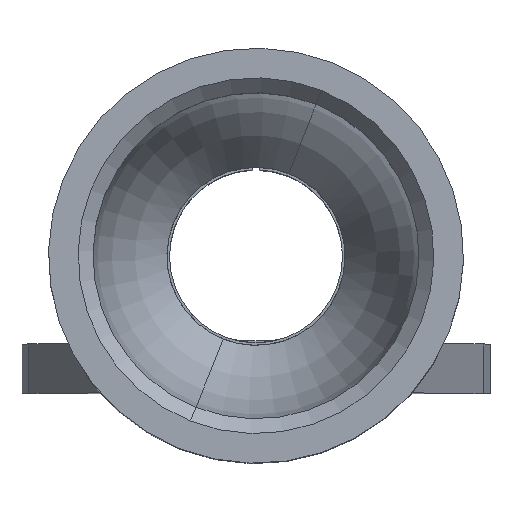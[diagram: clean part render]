
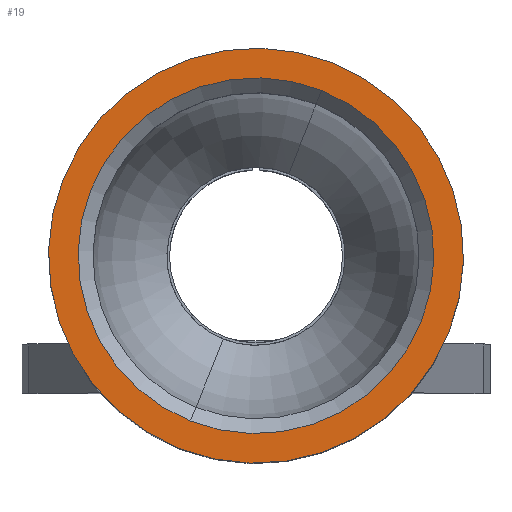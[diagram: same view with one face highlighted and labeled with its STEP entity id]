
A CAD part, top view. The second image highlights one B-rep face of the part: STEP entity #19.
In plain terms, the highlighted face is planar.
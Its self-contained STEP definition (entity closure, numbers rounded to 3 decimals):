
#19 = ADVANCED_FACE ( 'NONE', ( #463, #750 ), #625, .F. ) ;
#31 = CARTESIAN_POINT ( 'NONE',  ( 0., 0., 0. ) ) ;
#45 = DIRECTION ( 'NONE',  ( -1., 0., 0. ) ) ;
#52 = CARTESIAN_POINT ( 'NONE',  ( 0., 0., -4.2 ) ) ;
#137 = CARTESIAN_POINT ( 'NONE',  ( 0., 0., 0. ) ) ;
#165 = DIRECTION ( 'NONE',  ( -1., 0., 0. ) ) ;
#198 = CIRCLE ( 'NONE', #694, 4.2 ) ;
#246 = VERTEX_POINT ( 'NONE', #268 ) ;
#256 = AXIS2_PLACEMENT_3D ( 'NONE', #560, #45, #821 ) ;
#268 = CARTESIAN_POINT ( 'NONE',  ( 0., 0., -3.6 ) ) ;
#334 = CIRCLE ( 'NONE', #691, 4.2 ) ;
#357 = DIRECTION ( 'NONE',  ( 1., 0., 0. ) ) ;
#432 = ORIENTED_EDGE ( 'NONE', *, *, #905, .T. ) ;
#445 = EDGE_LOOP ( 'NONE', ( #432, #516 ) ) ;
#458 = DIRECTION ( 'NONE',  ( 0., 0., 1. ) ) ;
#463 = FACE_BOUND ( 'NONE', #1285, .T. ) ;
#496 = VERTEX_POINT ( 'NONE', #52 ) ;
#516 = ORIENTED_EDGE ( 'NONE', *, *, #1244, .T. ) ;
#560 = CARTESIAN_POINT ( 'NONE',  ( 0., 0., 0. ) ) ;
#625 = PLANE ( 'NONE',  #1618 ) ;
#680 = EDGE_CURVE ( 'NONE', #246, #1443, #1648, .T. ) ;
#691 = AXIS2_PLACEMENT_3D ( 'NONE', #968, #165, #458 ) ;
#694 = AXIS2_PLACEMENT_3D ( 'NONE', #31, #1231, #1210 ) ;
#735 = DIRECTION ( 'NONE',  ( 0., 0., -1. ) ) ;
#750 = FACE_OUTER_BOUND ( 'NONE', #445, .T. ) ;
#821 = DIRECTION ( 'NONE',  ( 0., 0., 1. ) ) ;
#905 = EDGE_CURVE ( 'NONE', #1634, #496, #334, .T. ) ;
#926 = DIRECTION ( 'NONE',  ( 0., 0., 1. ) ) ;
#968 = CARTESIAN_POINT ( 'NONE',  ( 0., 0., 0. ) ) ;
#1008 = CARTESIAN_POINT ( 'NONE',  ( 0., 0., -3.6 ) ) ;
#1184 = ORIENTED_EDGE ( 'NONE', *, *, #680, .F. ) ;
#1210 = DIRECTION ( 'NONE',  ( 0., 0., 1. ) ) ;
#1214 = AXIS2_PLACEMENT_3D ( 'NONE', #137, #1423, #926 ) ;
#1231 = DIRECTION ( 'NONE',  ( -1., 0., 0. ) ) ;
#1244 = EDGE_CURVE ( 'NONE', #496, #1634, #198, .T. ) ;
#1285 = EDGE_LOOP ( 'NONE', ( #1652, #1184 ) ) ;
#1338 = CARTESIAN_POINT ( 'NONE',  ( 0., 0., 4.2 ) ) ;
#1407 = CARTESIAN_POINT ( 'NONE',  ( 0., 0., 3.6 ) ) ;
#1423 = DIRECTION ( 'NONE',  ( -1., 0., 0. ) ) ;
#1443 = VERTEX_POINT ( 'NONE', #1407 ) ;
#1582 = CIRCLE ( 'NONE', #256, 3.6 ) ;
#1618 = AXIS2_PLACEMENT_3D ( 'NONE', #1008, #357, #735 ) ;
#1634 = VERTEX_POINT ( 'NONE', #1338 ) ;
#1648 = CIRCLE ( 'NONE', #1214, 3.6 ) ;
#1652 = ORIENTED_EDGE ( 'NONE', *, *, #1681, .F. ) ;
#1681 = EDGE_CURVE ( 'NONE', #1443, #246, #1582, .T. ) ;
